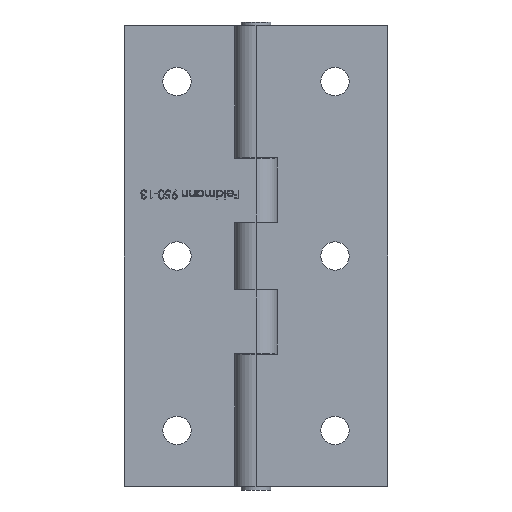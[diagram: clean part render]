
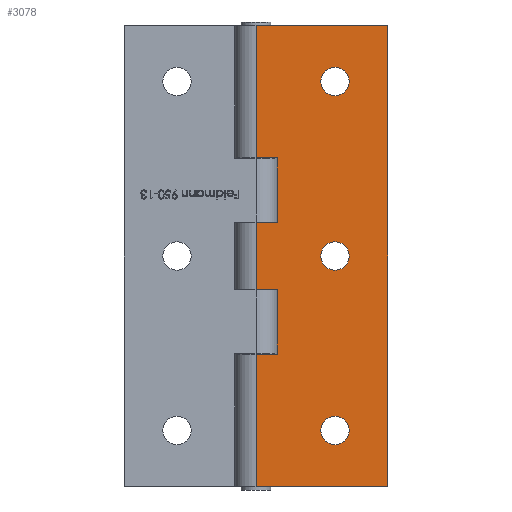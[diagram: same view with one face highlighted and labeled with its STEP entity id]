
A CAD part, front view. The second image highlights one B-rep face of the part: STEP entity #3078.
In plain terms, the highlighted planar face has unit normal (0, -1, 0).
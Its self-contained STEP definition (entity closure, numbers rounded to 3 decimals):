
#29 = EDGE_CURVE ( 'NONE', #10188, #2794, #11506, .T. ) ;
#62 = CARTESIAN_POINT ( 'NONE',  ( -8.5, 0., -24.35 ) ) ;
#69 = ORIENTED_EDGE ( 'NONE', *, *, #2167, .F. ) ;
#147 = CARTESIAN_POINT ( 'NONE',  ( -8.5, 0., 28.65 ) ) ;
#266 = DIRECTION ( 'NONE',  ( 0., 1., 0. ) ) ;
#350 = VERTEX_POINT ( 'NONE', #5107 ) ;
#389 = VERTEX_POINT ( 'NONE', #7097 ) ;
#613 = AXIS2_PLACEMENT_3D ( 'NONE', #7821, #5808, #12563 ) ;
#651 = DIRECTION ( 'NONE',  ( 0., 0., 1. ) ) ;
#742 = VECTOR ( 'NONE', #4196, 1000. ) ;
#771 = EDGE_CURVE ( 'NONE', #1594, #1865, #5915, .T. ) ;
#1162 = EDGE_LOOP ( 'NONE', ( #3568 ) ) ;
#1193 = FACE_BOUND ( 'NONE', #6023, .T. ) ;
#1321 = DIRECTION ( 'NONE',  ( 1., 0., 0. ) ) ;
#1363 = VECTOR ( 'NONE', #1321, 1000. ) ;
#1401 = EDGE_CURVE ( 'NONE', #6954, #3715, #4705, .T. ) ;
#1481 = VERTEX_POINT ( 'NONE', #8573 ) ;
#1594 = VERTEX_POINT ( 'NONE', #7971 ) ;
#1649 = CIRCLE ( 'NONE', #8590, 2.15 ) ;
#1671 = CARTESIAN_POINT ( 'NONE',  ( 0.25, 0., -5.1 ) ) ;
#1754 = VECTOR ( 'NONE', #2767, 1000. ) ;
#1790 = CARTESIAN_POINT ( 'NONE',  ( 0.25, 0., 5.1 ) ) ;
#1865 = VERTEX_POINT ( 'NONE', #11542 ) ;
#1872 = EDGE_CURVE ( 'NONE', #1481, #1865, #5007, .T. ) ;
#1935 = ORIENTED_EDGE ( 'NONE', *, *, #1872, .F. ) ;
#2074 = CARTESIAN_POINT ( 'NONE',  ( -8.5, 0., 2.15 ) ) ;
#2112 = VECTOR ( 'NONE', #12170, 1000. ) ;
#2167 = EDGE_CURVE ( 'NONE', #389, #350, #10585, .T. ) ;
#2207 = VECTOR ( 'NONE', #3793, 1000. ) ;
#2268 = VERTEX_POINT ( 'NONE', #2074 ) ;
#2470 = CARTESIAN_POINT ( 'NONE',  ( 0.25, 0., 14.9 ) ) ;
#2535 = CARTESIAN_POINT ( 'NONE',  ( -8.5, 0., 0. ) ) ;
#2716 = VECTOR ( 'NONE', #5259, 1000. ) ;
#2767 = DIRECTION ( 'NONE',  ( 1., 0., 0. ) ) ;
#2794 = VERTEX_POINT ( 'NONE', #9846 ) ;
#2849 = AXIS2_PLACEMENT_3D ( 'NONE', #4280, #3609, #6409 ) ;
#2869 = DIRECTION ( 'NONE',  ( 0., 0., 1. ) ) ;
#3078 = ADVANCED_FACE ( 'NONE', ( #1193, #10883, #3348, #5904 ), #7446, .T. ) ;
#3126 = LINE ( 'NONE', #1790, #1754 ) ;
#3157 = DIRECTION ( 'NONE',  ( 0., 0., -1. ) ) ;
#3203 = CARTESIAN_POINT ( 'NONE',  ( 0.25, 0., 0. ) ) ;
#3220 = DIRECTION ( 'NONE',  ( 0., 0., 1. ) ) ;
#3348 = FACE_BOUND ( 'NONE', #1162, .T. ) ;
#3491 = EDGE_CURVE ( 'NONE', #2268, #2268, #1649, .T. ) ;
#3568 = ORIENTED_EDGE ( 'NONE', *, *, #6972, .T. ) ;
#3609 = DIRECTION ( 'NONE',  ( 0., 1., 0. ) ) ;
#3647 = DIRECTION ( 'NONE',  ( 0., 1., 0. ) ) ;
#3715 = VERTEX_POINT ( 'NONE', #4830 ) ;
#3736 = ORIENTED_EDGE ( 'NONE', *, *, #3852, .F. ) ;
#3759 = VERTEX_POINT ( 'NONE', #147 ) ;
#3793 = DIRECTION ( 'NONE',  ( -1., 0., 0. ) ) ;
#3825 = ORIENTED_EDGE ( 'NONE', *, *, #3491, .T. ) ;
#3852 = EDGE_CURVE ( 'NONE', #350, #9789, #8016, .T. ) ;
#3873 = EDGE_LOOP ( 'NONE', ( #3825 ) ) ;
#4057 = EDGE_CURVE ( 'NONE', #10133, #10133, #11477, .T. ) ;
#4137 = LINE ( 'NONE', #6420, #11530 ) ;
#4196 = DIRECTION ( 'NONE',  ( 0., 0., 1. ) ) ;
#4280 = CARTESIAN_POINT ( 'NONE',  ( -8.5, 0., 26.5 ) ) ;
#4506 = CIRCLE ( 'NONE', #2849, 2.15 ) ;
#4686 = ORIENTED_EDGE ( 'NONE', *, *, #1401, .T. ) ;
#4705 = LINE ( 'NONE', #1671, #2112 ) ;
#4830 = CARTESIAN_POINT ( 'NONE',  ( 3.5, 0., -5.1 ) ) ;
#4905 = VECTOR ( 'NONE', #12449, 1000. ) ;
#5007 = LINE ( 'NONE', #12525, #8913 ) ;
#5107 = CARTESIAN_POINT ( 'NONE',  ( -16.5, 0., 35. ) ) ;
#5180 = CARTESIAN_POINT ( 'NONE',  ( -8.5, 0., -26.5 ) ) ;
#5259 = DIRECTION ( 'NONE',  ( 1., 0., 0. ) ) ;
#5412 = EDGE_CURVE ( 'NONE', #2794, #9789, #12370, .T. ) ;
#5808 = DIRECTION ( 'NONE',  ( 0., -1., 0. ) ) ;
#5904 = FACE_OUTER_BOUND ( 'NONE', #10105, .T. ) ;
#5915 = LINE ( 'NONE', #10989, #742 ) ;
#5994 = ORIENTED_EDGE ( 'NONE', *, *, #11266, .T. ) ;
#6023 = EDGE_LOOP ( 'NONE', ( #9717 ) ) ;
#6237 = CARTESIAN_POINT ( 'NONE',  ( 3.5, 0., 35. ) ) ;
#6377 = CARTESIAN_POINT ( 'NONE',  ( -16.5, 0., 35. ) ) ;
#6409 = DIRECTION ( 'NONE',  ( 0., 0., 1. ) ) ;
#6420 = CARTESIAN_POINT ( 'NONE',  ( 3.5, 0., -44.371 ) ) ;
#6568 = ORIENTED_EDGE ( 'NONE', *, *, #9988, .F. ) ;
#6688 = ORIENTED_EDGE ( 'NONE', *, *, #7611, .F. ) ;
#6714 = DIRECTION ( 'NONE',  ( 1., 0., 0. ) ) ;
#6954 = VERTEX_POINT ( 'NONE', #11901 ) ;
#6972 = EDGE_CURVE ( 'NONE', #3759, #3759, #4506, .T. ) ;
#7097 = CARTESIAN_POINT ( 'NONE',  ( -16.5, 0., -35. ) ) ;
#7208 = CARTESIAN_POINT ( 'NONE',  ( 0., 0., 35. ) ) ;
#7317 = EDGE_CURVE ( 'NONE', #10188, #7881, #11722, .T. ) ;
#7446 = PLANE ( 'NONE',  #613 ) ;
#7472 = ORIENTED_EDGE ( 'NONE', *, *, #771, .T. ) ;
#7596 = EDGE_CURVE ( 'NONE', #1594, #389, #10823, .T. ) ;
#7611 = EDGE_CURVE ( 'NONE', #7881, #10503, #3126, .T. ) ;
#7653 = DIRECTION ( 'NONE',  ( 0., 0., 1. ) ) ;
#7760 = LINE ( 'NONE', #9450, #4905 ) ;
#7821 = CARTESIAN_POINT ( 'NONE',  ( 0., 0., 0. ) ) ;
#7881 = VERTEX_POINT ( 'NONE', #7996 ) ;
#7915 = ORIENTED_EDGE ( 'NONE', *, *, #7317, .F. ) ;
#7971 = CARTESIAN_POINT ( 'NONE',  ( 3.5, 0., -35. ) ) ;
#7996 = CARTESIAN_POINT ( 'NONE',  ( 0.25, 0., 5.1 ) ) ;
#8016 = LINE ( 'NONE', #7208, #2716 ) ;
#8412 = CARTESIAN_POINT ( 'NONE',  ( 3.5, 0., -44.371 ) ) ;
#8450 = DIRECTION ( 'NONE',  ( 0., 0., 1. ) ) ;
#8573 = CARTESIAN_POINT ( 'NONE',  ( 0.25, 0., -14.9 ) ) ;
#8590 = AXIS2_PLACEMENT_3D ( 'NONE', #2535, #3647, #651 ) ;
#8913 = VECTOR ( 'NONE', #6714, 1000. ) ;
#9004 = ORIENTED_EDGE ( 'NONE', *, *, #5412, .T. ) ;
#9375 = VECTOR ( 'NONE', #2869, 1000. ) ;
#9450 = CARTESIAN_POINT ( 'NONE',  ( 0.25, 0., 0. ) ) ;
#9717 = ORIENTED_EDGE ( 'NONE', *, *, #4057, .T. ) ;
#9789 = VERTEX_POINT ( 'NONE', #6237 ) ;
#9846 = CARTESIAN_POINT ( 'NONE',  ( 3.5, 0., 14.9 ) ) ;
#9988 = EDGE_CURVE ( 'NONE', #6954, #1481, #7760, .T. ) ;
#10105 = EDGE_LOOP ( 'NONE', ( #7472, #1935, #6568, #4686, #5994, #6688, #7915, #11286, #9004, #3736, #69, #10623 ) ) ;
#10133 = VERTEX_POINT ( 'NONE', #62 ) ;
#10188 = VERTEX_POINT ( 'NONE', #2470 ) ;
#10398 = VECTOR ( 'NONE', #8450, 1000. ) ;
#10503 = VERTEX_POINT ( 'NONE', #12513 ) ;
#10585 = LINE ( 'NONE', #6377, #9375 ) ;
#10623 = ORIENTED_EDGE ( 'NONE', *, *, #7596, .F. ) ;
#10823 = LINE ( 'NONE', #12285, #2207 ) ;
#10883 = FACE_BOUND ( 'NONE', #3873, .T. ) ;
#10989 = CARTESIAN_POINT ( 'NONE',  ( 3.5, 0., -44.371 ) ) ;
#11266 = EDGE_CURVE ( 'NONE', #3715, #10503, #4137, .T. ) ;
#11286 = ORIENTED_EDGE ( 'NONE', *, *, #29, .T. ) ;
#11412 = AXIS2_PLACEMENT_3D ( 'NONE', #5180, #266, #3220 ) ;
#11436 = VECTOR ( 'NONE', #3157, 1000. ) ;
#11477 = CIRCLE ( 'NONE', #11412, 2.15 ) ;
#11506 = LINE ( 'NONE', #11938, #1363 ) ;
#11530 = VECTOR ( 'NONE', #7653, 1000. ) ;
#11542 = CARTESIAN_POINT ( 'NONE',  ( 3.5, 0., -14.9 ) ) ;
#11722 = LINE ( 'NONE', #3203, #11436 ) ;
#11901 = CARTESIAN_POINT ( 'NONE',  ( 0.25, 0., -5.1 ) ) ;
#11938 = CARTESIAN_POINT ( 'NONE',  ( 0.25, 0., 14.9 ) ) ;
#12170 = DIRECTION ( 'NONE',  ( 1., 0., 0. ) ) ;
#12285 = CARTESIAN_POINT ( 'NONE',  ( -16.5, 0., -35. ) ) ;
#12370 = LINE ( 'NONE', #8412, #10398 ) ;
#12449 = DIRECTION ( 'NONE',  ( 0., 0., -1. ) ) ;
#12513 = CARTESIAN_POINT ( 'NONE',  ( 3.5, 0., 5.1 ) ) ;
#12525 = CARTESIAN_POINT ( 'NONE',  ( 0.25, 0., -14.9 ) ) ;
#12563 = DIRECTION ( 'NONE',  ( 0., 0., -1. ) ) ;
